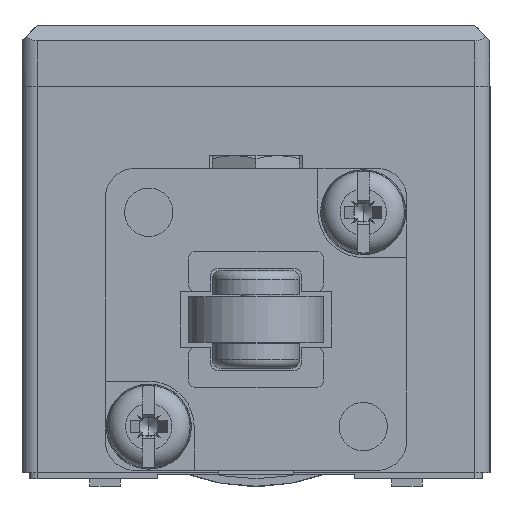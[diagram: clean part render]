
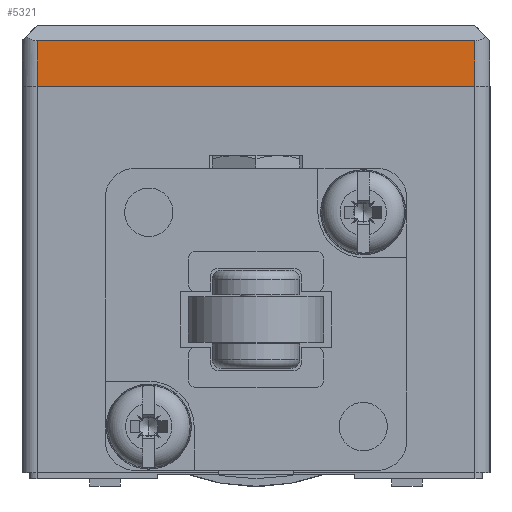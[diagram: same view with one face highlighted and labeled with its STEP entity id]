
A CAD part, left-side view. The second image highlights one B-rep face of the part: STEP entity #5321.
In plain terms, the highlighted face is planar.
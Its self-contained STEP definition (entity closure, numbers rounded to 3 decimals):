
#2004 = FACE_OUTER_BOUND ( 'NONE', #29543, .T. ) ;
#5321 = ADVANCED_FACE ( 'NONE', ( #2004 ), #38477, .T. ) ;
#7457 = LINE ( 'NONE', #45205, #7459 ) ;
#7459 = VECTOR ( 'NONE', #45199, 1000. ) ;
#7498 = LINE ( 'NONE', #45260, #7501 ) ;
#7500 = LINE ( 'NONE', #45262, #7503 ) ;
#7501 = VECTOR ( 'NONE', #45261, 1000. ) ;
#7502 = LINE ( 'NONE', #45264, #7505 ) ;
#7503 = VECTOR ( 'NONE', #45263, 1000. ) ;
#7505 = VECTOR ( 'NONE', #45265, 1000. ) ;
#13946 = VERTEX_POINT ( 'NONE', #35000 ) ;
#13949 = VERTEX_POINT ( 'NONE', #35002 ) ;
#13966 = VERTEX_POINT ( 'NONE', #35011 ) ;
#14073 = VERTEX_POINT ( 'NONE', #35068 ) ;
#18613 = ORIENTED_EDGE ( 'NONE', *, *, #27043, .T. ) ;
#18615 = ORIENTED_EDGE ( 'NONE', *, *, #27044, .T. ) ;
#18617 = ORIENTED_EDGE ( 'NONE', *, *, #27020, .T. ) ;
#18619 = ORIENTED_EDGE ( 'NONE', *, *, #27045, .T. ) ;
#27020 = EDGE_CURVE ( 'NONE', #13949, #13966, #7457, .T. ) ;
#27043 = EDGE_CURVE ( 'NONE', #14073, #13946, #7498, .T. ) ;
#27044 = EDGE_CURVE ( 'NONE', #13946, #13949, #7500, .T. ) ;
#27045 = EDGE_CURVE ( 'NONE', #13966, #14073, #7502, .T. ) ;
#29543 = EDGE_LOOP ( 'NONE', ( #18613, #18615, #18617, #18619 ) ) ;
#35000 = CARTESIAN_POINT ( 'NONE',  ( 14.5, 30., -1. ) ) ;
#35002 = CARTESIAN_POINT ( 'NONE',  ( 14.5, 30., -4. ) ) ;
#35011 = CARTESIAN_POINT ( 'NONE',  ( -14.5, 30., -4. ) ) ;
#35068 = CARTESIAN_POINT ( 'NONE',  ( -14.5, 30., -1. ) ) ;
#38470 = CARTESIAN_POINT ( 'NONE',  ( -15.5, 30., -4. ) ) ;
#38477 = PLANE ( 'NONE',  #46402 ) ;
#38479 = DIRECTION ( 'NONE',  ( 0., 1., 0. ) ) ;
#38480 = DIRECTION ( 'NONE',  ( -1., 0., 0. ) ) ;
#45199 = DIRECTION ( 'NONE',  ( -1., 0., 0. ) ) ;
#45205 = CARTESIAN_POINT ( 'NONE',  ( -15.5, 30., -4. ) ) ;
#45260 = CARTESIAN_POINT ( 'NONE',  ( -15.5, 30., -1. ) ) ;
#45261 = DIRECTION ( 'NONE',  ( 1., 0., 0. ) ) ;
#45262 = CARTESIAN_POINT ( 'NONE',  ( 14.5, 30., -4. ) ) ;
#45263 = DIRECTION ( 'NONE',  ( 0., 0., -1. ) ) ;
#45264 = CARTESIAN_POINT ( 'NONE',  ( -14.5, 30., -4. ) ) ;
#45265 = DIRECTION ( 'NONE',  ( 0., 0., 1. ) ) ;
#46402 = AXIS2_PLACEMENT_3D ( 'NONE', #38470, #38479, #38480 ) ;
